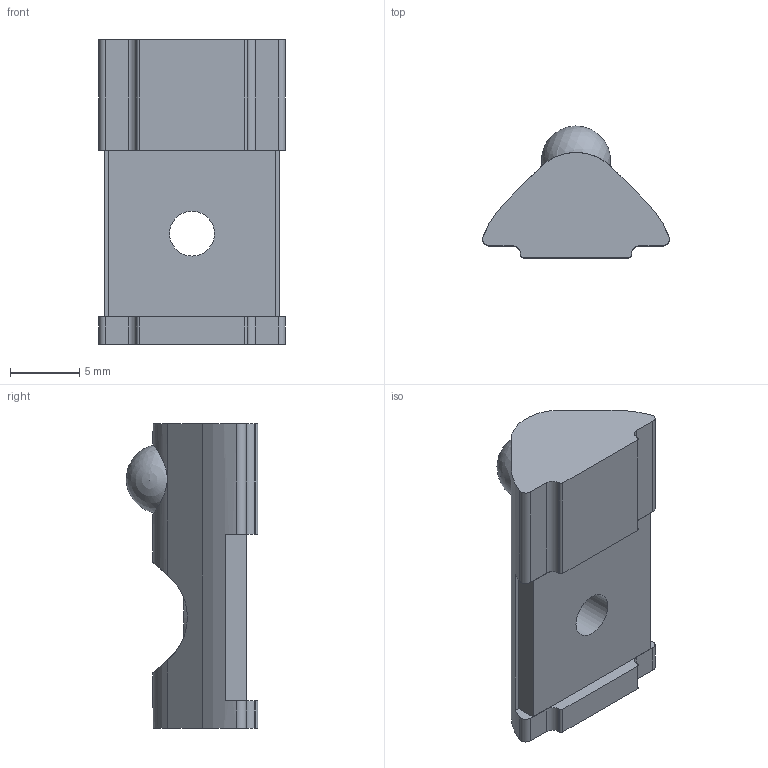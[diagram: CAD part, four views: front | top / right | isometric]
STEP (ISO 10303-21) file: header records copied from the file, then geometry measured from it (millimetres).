
FILE_DESCRIPTION(/* description */ ('GK Nutenstein Kunststoff'),/* implementation_level */ '2;1');
FILE_NAME(/* name */ 'SV2146S_A.stp',/* time_stamp */ '2015-11-30T09:39:30+01:00',/* author */ ('Marina Kaa'),/* organization */ (''),/* preprocessor_version */ 'ST-DEVELOPER v15.6',/* originating_system */ 'Autodesk Inventor 2015',/* authorisation */ '');
FILE_SCHEMA (('AUTOMOTIVE_DESIGN { 1 0 10303 214 3 1 1 }'));
Length unit declared in the file: millimetre
Products named in the file (5): MK1630105; MK1630201; MK5100015; MK2402100; SV2146S_A
Bounding box: 13.47 x 9.49 x 22 mm (x, y, z)
Volume: 1225.9 mm3; surface area: 1634.8 mm2
Topology: 4 solids, 4 shells, 60 faces, 151 edges, 100 vertices
Faces by surface type: plane 31, cylinder 23, torus 2, bspline 2, cone 1, sphere 1
Full cylindrical faces by diameter (mm): 3.242 x1, 5.1 x1, 7.5 x1, 8 x4
Entity records: 4573 total; most frequent: CARTESIAN_POINT 3037, DIRECTION 320, ORIENTED_EDGE 272, EDGE_CURVE 136, AXIS2_PLACEMENT_3D 124, VERTEX_POINT 97, EDGE_LOOP 77, LINE 72
